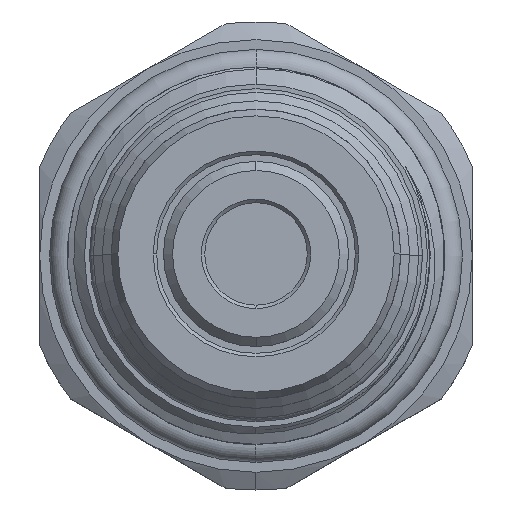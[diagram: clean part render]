
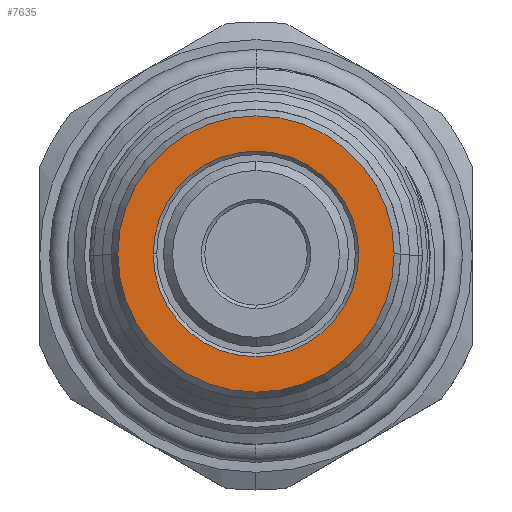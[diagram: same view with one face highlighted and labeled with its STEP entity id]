
A CAD part, top view. The second image highlights one B-rep face of the part: STEP entity #7635.
In plain terms, the highlighted planar face has unit normal (0, 0, 1).
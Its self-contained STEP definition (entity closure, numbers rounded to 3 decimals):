
#22 = VERTEX_POINT ( 'NONE', #7895 ) ;
#140 = CARTESIAN_POINT ( 'NONE',  ( 0., 0., 113.052 ) ) ;
#277 = CARTESIAN_POINT ( 'NONE',  ( 0., 0., 113.052 ) ) ;
#859 = CARTESIAN_POINT ( 'NONE',  ( -9.03, 0., 113.052 ) ) ;
#1036 = DIRECTION ( 'NONE',  ( 0., 0., -1. ) ) ;
#1219 = FACE_BOUND ( 'NONE', #2354, .T. ) ;
#1536 = DIRECTION ( 'NONE',  ( -1., 0., 0. ) ) ;
#1639 = DIRECTION ( 'NONE',  ( 1., 0., 0. ) ) ;
#1767 = DIRECTION ( 'NONE',  ( -1., 0., 0. ) ) ;
#1872 = AXIS2_PLACEMENT_3D ( 'NONE', #5880, #4377, #1639 ) ;
#2287 = AXIS2_PLACEMENT_3D ( 'NONE', #2322, #1036, #7327 ) ;
#2322 = CARTESIAN_POINT ( 'NONE',  ( 0., 0., 113.052 ) ) ;
#2354 = EDGE_LOOP ( 'NONE', ( #5855, #8916 ) ) ;
#2446 = DIRECTION ( 'NONE',  ( 0., 0., -1. ) ) ;
#2548 = CARTESIAN_POINT ( 'NONE',  ( 9.03, 0., 113.052 ) ) ;
#2624 = ORIENTED_EDGE ( 'NONE', *, *, #8862, .F. ) ;
#2961 = CIRCLE ( 'NONE', #6743, 12.133 ) ;
#3188 = CIRCLE ( 'NONE', #2287, 12.133 ) ;
#3656 = FACE_OUTER_BOUND ( 'NONE', #3701, .T. ) ;
#3701 = EDGE_LOOP ( 'NONE', ( #2624, #6912 ) ) ;
#3997 = EDGE_CURVE ( 'NONE', #9071, #6527, #7022, .T. ) ;
#4377 = DIRECTION ( 'NONE',  ( 0., 0., 1. ) ) ;
#4415 = DIRECTION ( 'NONE',  ( 0., 0., -1. ) ) ;
#4861 = CARTESIAN_POINT ( 'NONE',  ( 0., 0., 113.052 ) ) ;
#5165 = PLANE ( 'NONE',  #1872 ) ;
#5479 = DIRECTION ( 'NONE',  ( 0., 0., -1. ) ) ;
#5855 = ORIENTED_EDGE ( 'NONE', *, *, #3997, .T. ) ;
#5880 = CARTESIAN_POINT ( 'NONE',  ( 0., 0., 113.052 ) ) ;
#6527 = VERTEX_POINT ( 'NONE', #859 ) ;
#6591 = VERTEX_POINT ( 'NONE', #7293 ) ;
#6743 = AXIS2_PLACEMENT_3D ( 'NONE', #277, #2446, #1767 ) ;
#6912 = ORIENTED_EDGE ( 'NONE', *, *, #8823, .F. ) ;
#6989 = DIRECTION ( 'NONE',  ( -1., 0., 0. ) ) ;
#7022 = CIRCLE ( 'NONE', #8684, 9.03 ) ;
#7293 = CARTESIAN_POINT ( 'NONE',  ( -12.133, 0., 113.052 ) ) ;
#7327 = DIRECTION ( 'NONE',  ( -1., 0., 0. ) ) ;
#7372 = AXIS2_PLACEMENT_3D ( 'NONE', #4861, #5479, #6989 ) ;
#7483 = CIRCLE ( 'NONE', #7372, 9.03 ) ;
#7635 = ADVANCED_FACE ( 'NONE', ( #3656, #1219 ), #5165, .T. ) ;
#7895 = CARTESIAN_POINT ( 'NONE',  ( 12.133, 0., 113.052 ) ) ;
#8684 = AXIS2_PLACEMENT_3D ( 'NONE', #140, #4415, #1536 ) ;
#8748 = EDGE_CURVE ( 'NONE', #6527, #9071, #7483, .T. ) ;
#8823 = EDGE_CURVE ( 'NONE', #22, #6591, #3188, .T. ) ;
#8862 = EDGE_CURVE ( 'NONE', #6591, #22, #2961, .T. ) ;
#8916 = ORIENTED_EDGE ( 'NONE', *, *, #8748, .T. ) ;
#9071 = VERTEX_POINT ( 'NONE', #2548 ) ;
